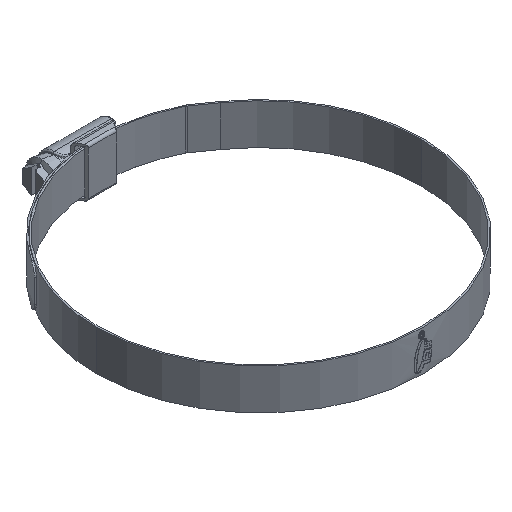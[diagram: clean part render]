
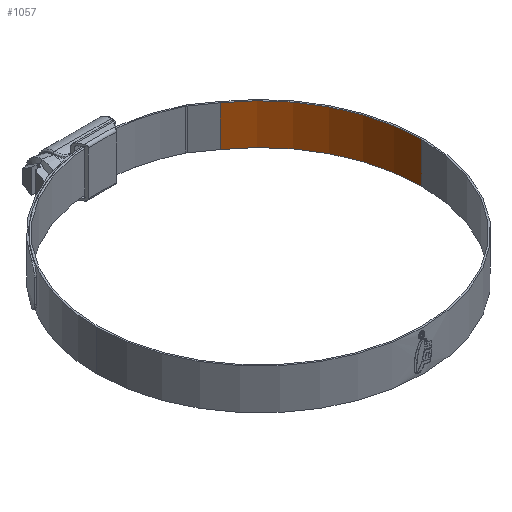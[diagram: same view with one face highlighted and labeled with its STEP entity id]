
A CAD part, isometric view. The second image highlights one B-rep face of the part: STEP entity #1057.
In plain terms, the highlighted cylindrical face has radius 57 mm (diameter 114 mm), a partial arc.
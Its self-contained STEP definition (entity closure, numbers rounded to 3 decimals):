
#73 = DIRECTION ( 'NONE',  ( 1., 0., 0. ) ) ;
#303 = LINE ( 'NONE', #2692, #6682 ) ;
#634 = AXIS2_PLACEMENT_3D ( 'NONE', #5141, #2157, #5035 ) ;
#1057 = ADVANCED_FACE ( 'NONE', ( #7238 ), #3705, .F. ) ;
#1310 = CARTESIAN_POINT ( 'NONE',  ( 57., 0., 7.135 ) ) ;
#1384 = LINE ( 'NONE', #1310, #5714 ) ;
#1500 = CIRCLE ( 'NONE', #634, 57. ) ;
#1891 = AXIS2_PLACEMENT_3D ( 'NONE', #2374, #7622, #73 ) ;
#1994 = DIRECTION ( 'NONE',  ( 0., 0., -1. ) ) ;
#2157 = DIRECTION ( 'NONE',  ( 0., 0., 1. ) ) ;
#2374 = CARTESIAN_POINT ( 'NONE',  ( 0., 0., 7.135 ) ) ;
#2389 = CIRCLE ( 'NONE', #1891, 57. ) ;
#2509 = VERTEX_POINT ( 'NONE', #3509 ) ;
#2541 = VERTEX_POINT ( 'NONE', #3846 ) ;
#2617 = EDGE_CURVE ( 'NONE', #2541, #2509, #1384, .T. ) ;
#2692 = CARTESIAN_POINT ( 'NONE',  ( 32.694, 46.692, 7.135 ) ) ;
#3057 = ORIENTED_EDGE ( 'NONE', *, *, #4525, .T. ) ;
#3259 = VERTEX_POINT ( 'NONE', #3393 ) ;
#3393 = CARTESIAN_POINT ( 'NONE',  ( 32.694, 46.692, 7.135 ) ) ;
#3509 = CARTESIAN_POINT ( 'NONE',  ( 57., 0., -7.135 ) ) ;
#3705 = CYLINDRICAL_SURFACE ( 'NONE', #5835, 57. ) ;
#3846 = CARTESIAN_POINT ( 'NONE',  ( 57., 0., 7.135 ) ) ;
#3891 = EDGE_CURVE ( 'NONE', #2509, #5010, #1500, .T. ) ;
#3916 = ORIENTED_EDGE ( 'NONE', *, *, #3891, .F. ) ;
#3957 = EDGE_LOOP ( 'NONE', ( #6442, #3057, #7330, #3916 ) ) ;
#4226 = DIRECTION ( 'NONE',  ( 0., 0., -1. ) ) ;
#4394 = DIRECTION ( 'NONE',  ( -1., 0., 0. ) ) ;
#4525 = EDGE_CURVE ( 'NONE', #2541, #3259, #2389, .T. ) ;
#5010 = VERTEX_POINT ( 'NONE', #7079 ) ;
#5035 = DIRECTION ( 'NONE',  ( 1., 0., 0. ) ) ;
#5141 = CARTESIAN_POINT ( 'NONE',  ( 0., 0., -7.135 ) ) ;
#5518 = CARTESIAN_POINT ( 'NONE',  ( 0., 0., 7.135 ) ) ;
#5714 = VECTOR ( 'NONE', #4226, 1000. ) ;
#5835 = AXIS2_PLACEMENT_3D ( 'NONE', #5518, #1994, #4394 ) ;
#6442 = ORIENTED_EDGE ( 'NONE', *, *, #2617, .F. ) ;
#6682 = VECTOR ( 'NONE', #6849, 1000. ) ;
#6849 = DIRECTION ( 'NONE',  ( 0., 0., -1. ) ) ;
#6863 = EDGE_CURVE ( 'NONE', #3259, #5010, #303, .T. ) ;
#7079 = CARTESIAN_POINT ( 'NONE',  ( 32.694, 46.692, -7.135 ) ) ;
#7238 = FACE_OUTER_BOUND ( 'NONE', #3957, .T. ) ;
#7330 = ORIENTED_EDGE ( 'NONE', *, *, #6863, .T. ) ;
#7622 = DIRECTION ( 'NONE',  ( 0., 0., 1. ) ) ;
